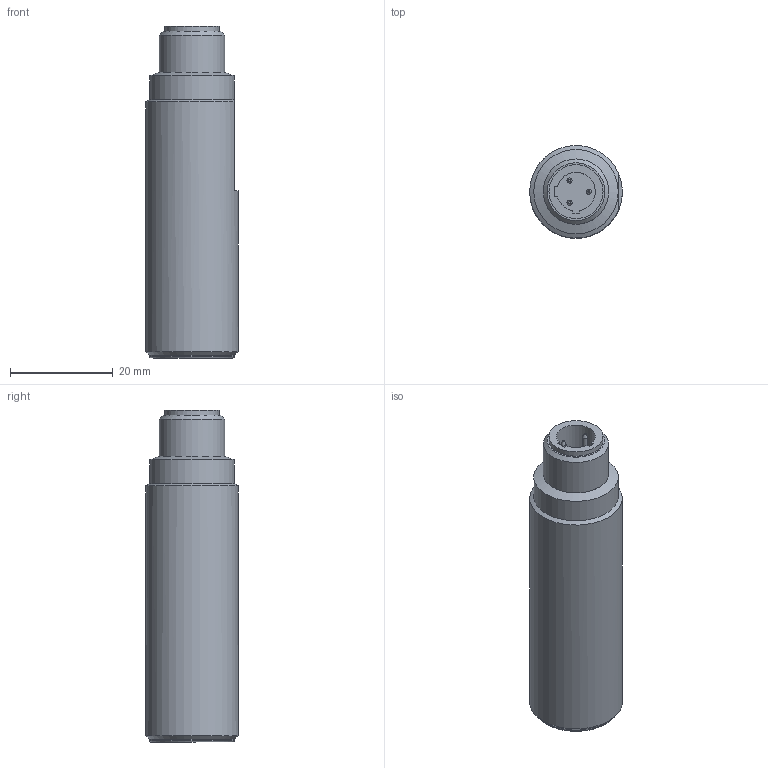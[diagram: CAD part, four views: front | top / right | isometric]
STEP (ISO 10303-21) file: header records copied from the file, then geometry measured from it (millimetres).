
FILE_DESCRIPTION(/* description */ (''),/* implementation_level */ '2;1');
FILE_NAME(/* name */ 'V3K1_3Q_fig',/* time_stamp */ '2017-05-15T14:58:40+02:00',/* author */ ('GDA'),/* organization */ ('MD Microdetectors'),/* preprocessor_version */ 'ST-DEVELOPER v16.7',/* originating_system */ 'DEX',/* authorisation */ $);
FILE_SCHEMA (('AUTOMOTIVE_DESIGN {1 0 10303 214 3 1 1}'));
Length unit declared in the file: millimetre
Products named in the file (1): V3K1_3Q_fig
Bounding box: 18 x 18 x 64.5 mm (x, y, z)
Volume: 14510.1 mm3; surface area: 4368.3 mm2
Topology: 3 solids, 5 shells, 53 faces, 104 edges, 69 vertices
Faces by surface type: plane 26, cylinder 17, cone 9, torus 1
Full cylindrical faces by diameter (mm): 0.98 x3, 1 x3, 2.6 x1, 9.4 x1, 9.5 x1, 9.55 x1, 10.5 x1, 12.7 x1, 16.4 x2, 18 x1
Entity records: 1515 total; most frequent: DIRECTION 219, CARTESIAN_POINT 187, ORIENTED_EDGE 138, AXIS2_PLACEMENT_3D 98, EDGE_LOOP 89, FACE_BOUND 89, EDGE_CURVE 69, VERTEX_POINT 58
